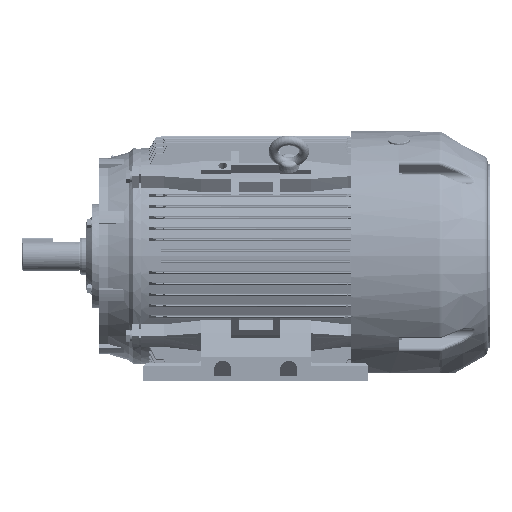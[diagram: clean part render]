
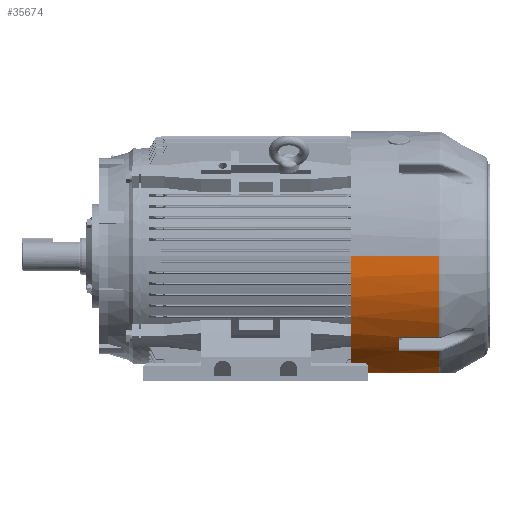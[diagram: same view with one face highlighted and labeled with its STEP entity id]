
A CAD part, front view. The second image highlights one B-rep face of the part: STEP entity #35674.
In plain terms, the highlighted cylindrical face has radius 204 mm (diameter 408 mm), a partial arc.
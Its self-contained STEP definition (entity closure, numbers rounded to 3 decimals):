
#29391 = EDGE_CURVE ( 'NONE', #29495, #29521, #97594, .T. ) ;
#29495 = VERTEX_POINT ( 'NONE', #97724 ) ;
#29521 = VERTEX_POINT ( 'NONE', #97708 ) ;
#35549 = VERTEX_POINT ( 'NONE', #105656 ) ;
#35674 = ADVANCED_FACE ( 'NONE', ( #105904 ), #105903, .T. ) ;
#35677 = EDGE_LOOP ( 'NONE', ( #35684, #35824, #35830, #35840, #35854, #35732, #35748, #35896, #35899, #35909 ) ) ;
#35684 = ORIENTED_EDGE ( 'NONE', *, *, #35687, .T. ) ;
#35687 = EDGE_CURVE ( 'NONE', #35689, #35699, #105942, .T. ) ;
#35689 = VERTEX_POINT ( 'NONE', #105937 ) ;
#35695 = EDGE_CURVE ( 'NONE', #35699, #35549, #105936, .T. ) ;
#35699 = VERTEX_POINT ( 'NONE', #105926 ) ;
#35725 = EDGE_CURVE ( 'NONE', #35728, #35846, #105958, .T. ) ;
#35728 = VERTEX_POINT ( 'NONE', #105954 ) ;
#35732 = ORIENTED_EDGE ( 'NONE', *, *, #35735, .F. ) ;
#35735 = EDGE_CURVE ( 'NONE', #35739, #35728, #105953, .T. ) ;
#35739 = VERTEX_POINT ( 'NONE', #105949 ) ;
#35748 = ORIENTED_EDGE ( 'NONE', *, *, #35887, .T. ) ;
#35824 = ORIENTED_EDGE ( 'NONE', *, *, #35695, .T. ) ;
#35830 = ORIENTED_EDGE ( 'NONE', *, *, #35834, .F. ) ;
#35834 = EDGE_CURVE ( 'NONE', #35836, #35549, #106090, .T. ) ;
#35836 = VERTEX_POINT ( 'NONE', #106081 ) ;
#35840 = ORIENTED_EDGE ( 'NONE', *, *, #35845, .T. ) ;
#35845 = EDGE_CURVE ( 'NONE', #35836, #35846, #106140, .T. ) ;
#35846 = VERTEX_POINT ( 'NONE', #106139 ) ;
#35854 = ORIENTED_EDGE ( 'NONE', *, *, #35725, .F. ) ;
#35887 = EDGE_CURVE ( 'NONE', #35739, #29495, #106204, .T. ) ;
#35896 = ORIENTED_EDGE ( 'NONE', *, *, #29391, .T. ) ;
#35899 = ORIENTED_EDGE ( 'NONE', *, *, #35901, .T. ) ;
#35901 = EDGE_CURVE ( 'NONE', #29521, #35903, #106199, .T. ) ;
#35903 = VERTEX_POINT ( 'NONE', #106190 ) ;
#35909 = ORIENTED_EDGE ( 'NONE', *, *, #35913, .T. ) ;
#35913 = EDGE_CURVE ( 'NONE', #35903, #35689, #106185, .T. ) ;
#97591 = DIRECTION ( 'NONE',  ( -1., 0., 0. ) ) ;
#97592 = VECTOR ( 'NONE', #97591, 1000. ) ;
#97593 = CARTESIAN_POINT ( 'NONE',  ( 0., -155.381, 132.185 ) ) ;
#97594 = LINE ( 'NONE', #97593, #97592 ) ;
#97708 = CARTESIAN_POINT ( 'NONE',  ( 78., -155.381, 132.185 ) ) ;
#97724 = CARTESIAN_POINT ( 'NONE',  ( 144.11, -155.381, 132.185 ) ) ;
#105656 = CARTESIAN_POINT ( 'NONE',  ( 0., 0., 204. ) ) ;
#105898 = DIRECTION ( 'NONE',  ( 0., 0., 1. ) ) ;
#105899 = DIRECTION ( 'NONE',  ( -1., 0., 0. ) ) ;
#105900 = CARTESIAN_POINT ( 'NONE',  ( 0., 0., 0. ) ) ;
#105901 = AXIS2_PLACEMENT_3D ( 'NONE', #105900, #105899, #105898 ) ;
#105903 = CYLINDRICAL_SURFACE ( 'NONE', #105901, 204. ) ;
#105904 = FACE_OUTER_BOUND ( 'NONE', #35677, .T. ) ;
#105926 = CARTESIAN_POINT ( 'NONE',  ( 144.11, 0., 204. ) ) ;
#105933 = DIRECTION ( 'NONE',  ( -1., 0., 0. ) ) ;
#105934 = VECTOR ( 'NONE', #105933, 1000. ) ;
#105935 = CARTESIAN_POINT ( 'NONE',  ( 0., 0., 204. ) ) ;
#105936 = LINE ( 'NONE', #105935, #105934 ) ;
#105937 = CARTESIAN_POINT ( 'NONE',  ( 144.11, -132.185, 155.381 ) ) ;
#105938 = DIRECTION ( 'NONE',  ( 0., 0., 1. ) ) ;
#105939 = DIRECTION ( 'NONE',  ( -1., 0., 0. ) ) ;
#105940 = CARTESIAN_POINT ( 'NONE',  ( 144.11, 0., 0. ) ) ;
#105941 = AXIS2_PLACEMENT_3D ( 'NONE', #105940, #105939, #105938 ) ;
#105942 = CIRCLE ( 'NONE', #105941, 204. ) ;
#105949 = CARTESIAN_POINT ( 'NONE',  ( 144.11, -190., 74.27 ) ) ;
#105950 = DIRECTION ( 'NONE',  ( -1., 0., 0. ) ) ;
#105951 = VECTOR ( 'NONE', #105950, 1000. ) ;
#105952 = CARTESIAN_POINT ( 'NONE',  ( 227., -190., 74.27 ) ) ;
#105953 = LINE ( 'NONE', #105952, #105951 ) ;
#105954 = CARTESIAN_POINT ( 'NONE',  ( 65., -190., 74.27 ) ) ;
#105955 = DIRECTION ( 'NONE',  ( -1., 0., 0. ) ) ;
#105956 = VECTOR ( 'NONE', #105955, 1000. ) ;
#105957 = CARTESIAN_POINT ( 'NONE',  ( 75., -190., 74.27 ) ) ;
#105958 = LINE ( 'NONE', #105957, #105956 ) ;
#106081 = CARTESIAN_POINT ( 'NONE',  ( 0., -187.969, 79.27 ) ) ;
#106082 = DIRECTION ( 'NONE',  ( 0., 0., 1. ) ) ;
#106083 = DIRECTION ( 'NONE',  ( -1., 0., 0. ) ) ;
#106084 = CARTESIAN_POINT ( 'NONE',  ( 0., 0., 0. ) ) ;
#106085 = AXIS2_PLACEMENT_3D ( 'NONE', #106084, #106083, #106082 ) ;
#106090 = CIRCLE ( 'NONE', #106085, 204. ) ;
#106115 = CARTESIAN_POINT ( 'NONE',  ( 5., -190., 74.27 ) ) ;
#106116 = CARTESIAN_POINT ( 'NONE',  ( 4.656, -190., 74.27 ) ) ;
#106117 = CARTESIAN_POINT ( 'NONE',  ( 4.311, -189.986, 74.306 ) ) ;
#106118 = CARTESIAN_POINT ( 'NONE',  ( 3.646, -189.932, 74.445 ) ) ;
#106119 = CARTESIAN_POINT ( 'NONE',  ( 3.325, -189.892, 74.547 ) ) ;
#106120 = CARTESIAN_POINT ( 'NONE',  ( 2.708, -189.787, 74.813 ) ) ;
#106121 = CARTESIAN_POINT ( 'NONE',  ( 2.411, -189.721, 74.979 ) ) ;
#106122 = CARTESIAN_POINT ( 'NONE',  ( 1.869, -189.571, 75.357 ) ) ;
#106123 = CARTESIAN_POINT ( 'NONE',  ( 1.62, -189.487, 75.571 ) ) ;
#106124 = CARTESIAN_POINT ( 'NONE',  ( 1.279, -189.344, 75.926 ) ) ;
#106125 = CARTESIAN_POINT ( 'NONE',  ( 1.171, -189.294, 76.05 ) ) ;
#106126 = CARTESIAN_POINT ( 'NONE',  ( 0.97, -189.192, 76.306 ) ) ;
#106127 = CARTESIAN_POINT ( 'NONE',  ( 0.877, -189.139, 76.437 ) ) ;
#106128 = CARTESIAN_POINT ( 'NONE',  ( 0.618, -188.975, 76.842 ) ) ;
#106129 = CARTESIAN_POINT ( 'NONE',  ( 0.472, -188.859, 77.125 ) ) ;
#106130 = CARTESIAN_POINT ( 'NONE',  ( 0.236, -188.615, 77.72 ) ) ;
#106131 = CARTESIAN_POINT ( 'NONE',  ( 0.147, -188.489, 78.025 ) ) ;
#106132 = CARTESIAN_POINT ( 'NONE',  ( 0.03, -188.233, 78.641 ) ) ;
#106137 = CARTESIAN_POINT ( 'NONE',  ( 0., -188.102, 78.953 ) ) ;
#106138 = CARTESIAN_POINT ( 'NONE',  ( 0., -187.969, 79.27 ) ) ;
#106139 = CARTESIAN_POINT ( 'NONE',  ( 5., -190., 74.27 ) ) ;
#106140 = B_SPLINE_CURVE_WITH_KNOTS ( 'NONE', 3,
 ( #106138, #106137, #106132, #106131, #106130, #106129, #106128, #106127, #106126, #106125, #106124, #106123, #106122, #106121, #106120, #106119, #106118, #106117, #106116, #106115 ),
 .UNSPECIFIED., .F., .F.,
 ( 4, 2, 2, 2, 2, 2, 2, 2, 2, 4 ),
 ( 0., 0.001, 0.002, 0.003, 0.004, 0.004, 0.005, 0.006, 0.007, 0.008 ),
 .UNSPECIFIED. ) ;
#106179 = DIRECTION ( 'NONE',  ( 1., 0., 0. ) ) ;
#106180 = VECTOR ( 'NONE', #106179, 1000. ) ;
#106181 = CARTESIAN_POINT ( 'NONE',  ( 0., -132.185, 155.381 ) ) ;
#106185 = LINE ( 'NONE', #106181, #106180 ) ;
#106190 = CARTESIAN_POINT ( 'NONE',  ( 78., -132.185, 155.381 ) ) ;
#106191 = DIRECTION ( 'NONE',  ( 0., 0., 1. ) ) ;
#106192 = DIRECTION ( 'NONE',  ( -1., 0., 0. ) ) ;
#106193 = CARTESIAN_POINT ( 'NONE',  ( 78., 0., 0. ) ) ;
#106194 = AXIS2_PLACEMENT_3D ( 'NONE', #106193, #106192, #106191 ) ;
#106199 = CIRCLE ( 'NONE', #106194, 204. ) ;
#106201 = DIRECTION ( 'NONE',  ( 0., 0., 1. ) ) ;
#106202 = DIRECTION ( 'NONE',  ( -1., 0., 0. ) ) ;
#106203 = AXIS2_PLACEMENT_3D ( 'NONE', #106210, #106202, #106201 ) ;
#106204 = CIRCLE ( 'NONE', #106203, 204. ) ;
#106210 = CARTESIAN_POINT ( 'NONE',  ( 144.11, 0., 0. ) ) ;
